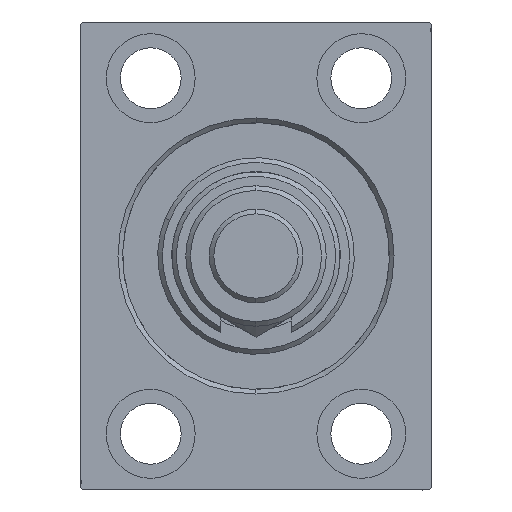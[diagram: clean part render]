
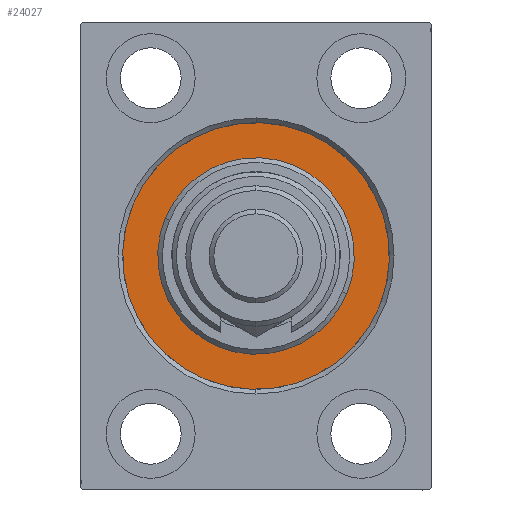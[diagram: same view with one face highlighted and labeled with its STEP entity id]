
A CAD part, left-side view. The second image highlights one B-rep face of the part: STEP entity #24027.
In plain terms, the highlighted face is planar.
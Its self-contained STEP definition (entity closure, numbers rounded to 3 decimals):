
#248 = DIRECTION ( 'NONE',  ( -1., 0., 0. ) ) ;
#464 = DIRECTION ( 'NONE',  ( 0., 0., 1. ) ) ;
#1457 = DIRECTION ( 'NONE',  ( 1., 0., 0. ) ) ;
#2553 = CIRCLE ( 'NONE', #43842, 21. ) ;
#3320 = AXIS2_PLACEMENT_3D ( 'NONE', #31537, #31298, #20534 ) ;
#5749 = DIRECTION ( 'NONE',  ( 0., 0., -1. ) ) ;
#6595 = CIRCLE ( 'NONE', #40259, 28.5 ) ;
#8259 = DIRECTION ( 'NONE',  ( 1., 0., 0. ) ) ;
#9948 = EDGE_LOOP ( 'NONE', ( #13433, #26620 ) ) ;
#11022 = VERTEX_POINT ( 'NONE', #15065 ) ;
#11550 = ORIENTED_EDGE ( 'NONE', *, *, #36126, .F. ) ;
#11927 = DIRECTION ( 'NONE',  ( -1., 0., 0. ) ) ;
#12168 = ORIENTED_EDGE ( 'NONE', *, *, #23596, .F. ) ;
#13433 = ORIENTED_EDGE ( 'NONE', *, *, #38754, .F. ) ;
#14336 = VERTEX_POINT ( 'NONE', #32707 ) ;
#15065 = CARTESIAN_POINT ( 'NONE',  ( 0., 0., -21. ) ) ;
#15076 = CARTESIAN_POINT ( 'NONE',  ( 0., 0., 0. ) ) ;
#18577 = DIRECTION ( 'NONE',  ( 0., 0., -1. ) ) ;
#19585 = EDGE_LOOP ( 'NONE', ( #11550, #12168 ) ) ;
#20534 = DIRECTION ( 'NONE',  ( 0., 0., 1. ) ) ;
#23476 = CARTESIAN_POINT ( 'NONE',  ( 0., 0., 0. ) ) ;
#23596 = EDGE_CURVE ( 'NONE', #11022, #38334, #2553, .T. ) ;
#24027 = ADVANCED_FACE ( 'NONE', ( #24359, #38944 ), #35591, .F. ) ;
#24359 = FACE_BOUND ( 'NONE', #19585, .T. ) ;
#26585 = AXIS2_PLACEMENT_3D ( 'NONE', #29889, #11927, #464 ) ;
#26620 = ORIENTED_EDGE ( 'NONE', *, *, #45686, .F. ) ;
#29432 = DIRECTION ( 'NONE',  ( 0., 0., 1. ) ) ;
#29889 = CARTESIAN_POINT ( 'NONE',  ( 0., 0., 0. ) ) ;
#30936 = CARTESIAN_POINT ( 'NONE',  ( 0., 0., 21. ) ) ;
#31298 = DIRECTION ( 'NONE',  ( -1., 0., 0. ) ) ;
#31537 = CARTESIAN_POINT ( 'NONE',  ( 0., 0., 0. ) ) ;
#31866 = AXIS2_PLACEMENT_3D ( 'NONE', #33404, #8259, #18577 ) ;
#32707 = CARTESIAN_POINT ( 'NONE',  ( 0., 0., -28.5 ) ) ;
#33404 = CARTESIAN_POINT ( 'NONE',  ( 0., 0., 0. ) ) ;
#34896 = CIRCLE ( 'NONE', #31866, 21. ) ;
#35591 = PLANE ( 'NONE',  #3320 ) ;
#36126 = EDGE_CURVE ( 'NONE', #38334, #11022, #34896, .T. ) ;
#38334 = VERTEX_POINT ( 'NONE', #30936 ) ;
#38754 = EDGE_CURVE ( 'NONE', #14336, #46509, #41884, .T. ) ;
#38944 = FACE_OUTER_BOUND ( 'NONE', #9948, .T. ) ;
#40259 = AXIS2_PLACEMENT_3D ( 'NONE', #15076, #248, #29432 ) ;
#41884 = CIRCLE ( 'NONE', #26585, 28.5 ) ;
#42343 = CARTESIAN_POINT ( 'NONE',  ( 0., 0., 28.5 ) ) ;
#43842 = AXIS2_PLACEMENT_3D ( 'NONE', #23476, #1457, #5749 ) ;
#45686 = EDGE_CURVE ( 'NONE', #46509, #14336, #6595, .T. ) ;
#46509 = VERTEX_POINT ( 'NONE', #42343 ) ;
